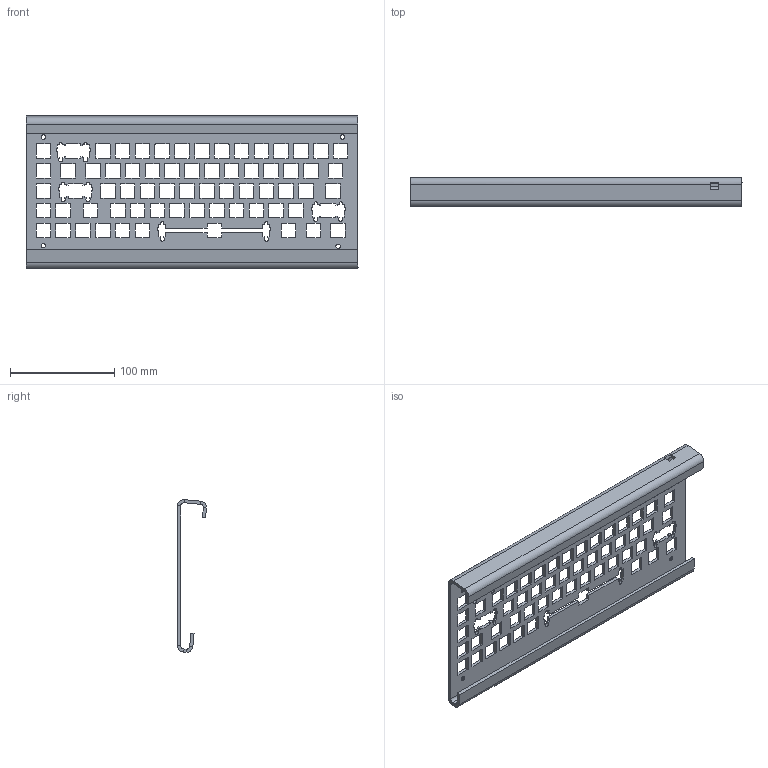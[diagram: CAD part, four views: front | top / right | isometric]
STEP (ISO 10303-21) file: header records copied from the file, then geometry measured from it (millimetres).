
FILE_DESCRIPTION(/* description */ (''),/* implementation_level */ '2;1');
FILE_NAME(/* name */ 'Frame.step',/* time_stamp */ '2018-02-10T16:46:41-05:00',/* author */ ('ConnorDevitt'),/* organization */ (''),/* preprocessor_version */ 'ST-DEVELOPER v16.13',/* originating_system */ 'Autodesk Inventor 2018',/* authorisation */ '');
FILE_SCHEMA (('AUTOMOTIVE_DESIGN { 1 0 10303 214 3 1 1 }'));
Length unit declared in the file: inch
Products named in the file (1): Frame
Bounding box: 319.2 x 27.87 x 146.92 mm (x, y, z)
Volume: 152731.8 mm3; surface area: 116564.8 mm2
Topology: 1 solids, 1 shells, 740 faces, 2180 edges, 1440 vertices
Faces by surface type: plane 436, cylinder 300, cone 4
Full cylindrical faces by diameter (mm): 4.3 x4
Entity records: 24965 total; most frequent: CARTESIAN_POINT 4353, ORIENTED_EDGE 4344, DIRECTION 4262, EDGE_CURVE 2172, LINE 1564, VECTOR 1564, VERTEX_POINT 1440, AXIS2_PLACEMENT_3D 1349
